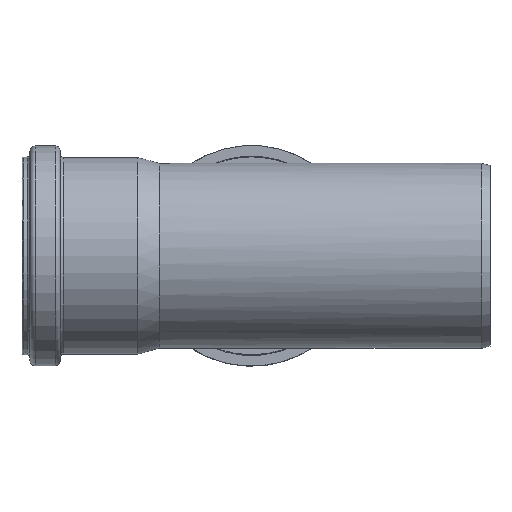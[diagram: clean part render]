
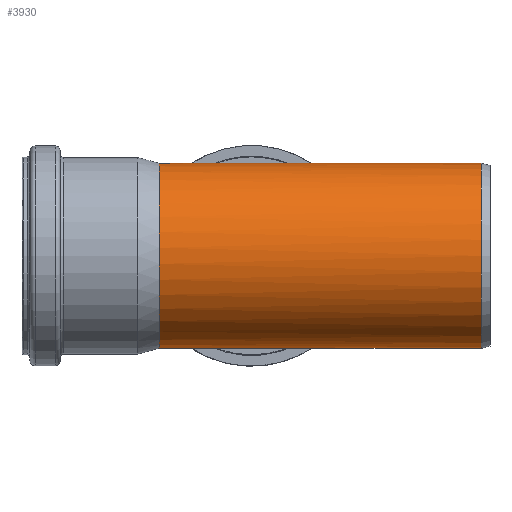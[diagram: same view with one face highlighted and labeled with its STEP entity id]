
A CAD part, left-side view. The second image highlights one B-rep face of the part: STEP entity #3930.
In plain terms, the highlighted cylindrical face has radius 37.6 mm (diameter 75.2 mm), a full revolution.
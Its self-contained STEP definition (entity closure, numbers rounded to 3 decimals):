
#572=B_SPLINE_CURVE_WITH_KNOTS('',3,(#6176,#6177,#6178,#6179,#6180,#6181,
#6182,#6183,#6184,#6185,#6186,#6187),.UNSPECIFIED.,.F.,.F.,(4,2,2,2,2,4),
(1.178,1.184,1.197,1.216,1.26,
1.378),.UNSPECIFIED.);
#574=B_SPLINE_CURVE_WITH_KNOTS('',3,(#6194,#6195,#6196,#6197,#6198,#6199,
#6200,#6201,#6202,#6203,#6204,#6205),.UNSPECIFIED.,.F.,.F.,(4,2,2,2,2,4),
(0.,0.035,0.047,0.053,0.057,
0.057),.UNSPECIFIED.);
#624=ELLIPSE('',#4178,53.886,37.6);
#625=ELLIPSE('',#4179,53.886,37.6);
#628=ELLIPSE('',#4182,53.886,37.6);
#631=CYLINDRICAL_SURFACE('',#4183,37.6);
#803=FACE_BOUND('',#1115,.T.);
#868=FACE_OUTER_BOUND('',#1114,.T.);
#1114=EDGE_LOOP('',(#2714));
#1115=EDGE_LOOP('',(#2715,#2716,#2717,#2718,#2719,#2720));
#1407=CIRCLE('',#4184,37.6);
#1408=CIRCLE('',#4185,37.6);
#1691=VERTEX_POINT('',#6053);
#1692=VERTEX_POINT('',#6055);
#1693=VERTEX_POINT('',#6108);
#1694=VERTEX_POINT('',#6109);
#1696=VERTEX_POINT('',#6168);
#1697=VERTEX_POINT('',#6169);
#1698=VERTEX_POINT('',#6259);
#2104=EDGE_CURVE('',#1691,#1692,#624,.T.);
#2106=EDGE_CURVE('',#1693,#1694,#625,.T.);
#2110=EDGE_CURVE('',#1693,#1697,#572,.T.);
#2112=EDGE_CURVE('',#1696,#1692,#574,.T.);
#2114=EDGE_CURVE('',#1694,#1691,#628,.T.);
#2115=EDGE_CURVE('',#1698,#1698,#1407,.T.);
#2116=EDGE_CURVE('',#1697,#1696,#1408,.T.);
#2714=ORIENTED_EDGE('',*,*,#2115,.F.);
#2715=ORIENTED_EDGE('',*,*,#2110,.T.);
#2716=ORIENTED_EDGE('',*,*,#2116,.T.);
#2717=ORIENTED_EDGE('',*,*,#2112,.T.);
#2718=ORIENTED_EDGE('',*,*,#2104,.F.);
#2719=ORIENTED_EDGE('',*,*,#2114,.F.);
#2720=ORIENTED_EDGE('',*,*,#2106,.F.);
#3930=ADVANCED_FACE('',(#868,#803),#631,.T.);
#4178=AXIS2_PLACEMENT_3D('',#6056,#4715,#4716);
#4179=AXIS2_PLACEMENT_3D('',#6110,#4717,#4718);
#4182=AXIS2_PLACEMENT_3D('',#6257,#4723,#4724);
#4183=AXIS2_PLACEMENT_3D('',#6258,#4725,#4726);
#4184=AXIS2_PLACEMENT_3D('',#6260,#4727,#4728);
#4185=AXIS2_PLACEMENT_3D('',#6261,#4729,#4730);
#4715=DIRECTION('center_axis',(0.716,-0.698,0.));
#4716=DIRECTION('ref_axis',(0.698,0.716,0.));
#4717=DIRECTION('center_axis',(0.716,-0.698,0.));
#4718=DIRECTION('ref_axis',(0.698,0.716,0.));
#4723=DIRECTION('center_axis',(0.716,0.698,0.));
#4724=DIRECTION('ref_axis',(0.698,-0.716,0.));
#4725=DIRECTION('center_axis',(0.,-1.,0.));
#4726=DIRECTION('ref_axis',(1.,0.,0.));
#4727=DIRECTION('center_axis',(0.,-1.,0.));
#4728=DIRECTION('ref_axis',(1.,0.,0.));
#4729=DIRECTION('center_axis',(0.,-1.,0.));
#4730=DIRECTION('ref_axis',(1.,0.,0.));
#6053=CARTESIAN_POINT('',(0.,-37.356,-37.6));
#6055=CARTESIAN_POINT('',(36.375,-0.014,-9.518));
#6056=CARTESIAN_POINT('Origin',(0.,-37.356,
0.));
#6108=CARTESIAN_POINT('',(36.375,-0.014,9.518));
#6109=CARTESIAN_POINT('',(0.,-37.356,37.6));
#6110=CARTESIAN_POINT('Origin',(0.,-37.356,
0.));
#6168=CARTESIAN_POINT('',(36.241,0.11,-10.017));
#6169=CARTESIAN_POINT('',(36.241,0.11,10.017));
#6176=CARTESIAN_POINT('Ctrl Pts',(36.375,-0.014,
9.518));
#6177=CARTESIAN_POINT('Ctrl Pts',(36.375,-0.009,
9.519));
#6178=CARTESIAN_POINT('Ctrl Pts',(36.375,-0.004,
9.52));
#6179=CARTESIAN_POINT('Ctrl Pts',(36.373,0.009,
9.527));
#6180=CARTESIAN_POINT('Ctrl Pts',(36.371,0.017,9.533));
#6181=CARTESIAN_POINT('Ctrl Pts',(36.367,0.035,9.551));
#6182=CARTESIAN_POINT('Ctrl Pts',(36.363,0.043,9.565));
#6183=CARTESIAN_POINT('Ctrl Pts',(36.351,0.066,9.609));
#6184=CARTESIAN_POINT('Ctrl Pts',(36.341,0.077,9.648));
#6185=CARTESIAN_POINT('Ctrl Pts',(36.304,0.105,9.786));
#6186=CARTESIAN_POINT('Ctrl Pts',(36.269,0.11,9.915));
#6187=CARTESIAN_POINT('Ctrl Pts',(36.241,0.11,10.017));
#6194=CARTESIAN_POINT('Ctrl Pts',(36.241,0.11,-10.017));
#6195=CARTESIAN_POINT('Ctrl Pts',(36.273,0.11,-9.903));
#6196=CARTESIAN_POINT('Ctrl Pts',(36.31,0.104,-9.764));
#6197=CARTESIAN_POINT('Ctrl Pts',(36.347,0.071,-9.628));
#6198=CARTESIAN_POINT('Ctrl Pts',(36.356,0.06,-9.593));
#6199=CARTESIAN_POINT('Ctrl Pts',(36.366,0.036,-9.553));
#6200=CARTESIAN_POINT('Ctrl Pts',(36.369,0.026,-9.541));
#6201=CARTESIAN_POINT('Ctrl Pts',(36.373,0.007,
-9.526));
#6202=CARTESIAN_POINT('Ctrl Pts',(36.375,-0.001,
-9.521));
#6203=CARTESIAN_POINT('Ctrl Pts',(36.375,-0.012,
-9.518));
#6204=CARTESIAN_POINT('Ctrl Pts',(36.375,-0.013,
-9.518));
#6205=CARTESIAN_POINT('Ctrl Pts',(36.375,-0.014,
-9.518));
#6257=CARTESIAN_POINT('Origin',(0.,-37.356,
0.));
#6258=CARTESIAN_POINT('Origin',(0.,0.055,
0.));
#6259=CARTESIAN_POINT('',(37.6,-130.656,0.));
#6260=CARTESIAN_POINT('Origin',(0.,-130.656,
0.));
#6261=CARTESIAN_POINT('Origin',(0.,0.11,0.));
